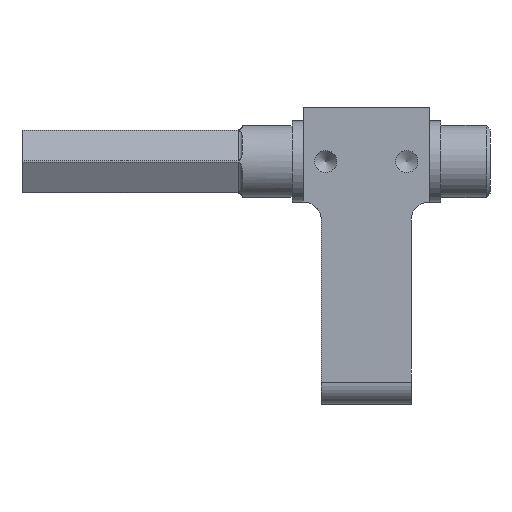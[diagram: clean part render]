
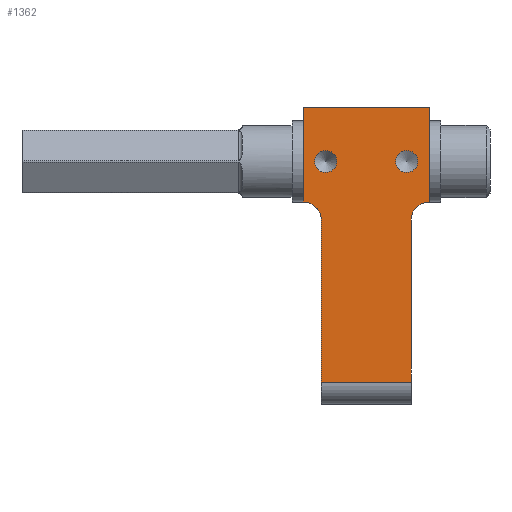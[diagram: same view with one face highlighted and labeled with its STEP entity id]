
A CAD part, left-side view. The second image highlights one B-rep face of the part: STEP entity #1362.
In plain terms, the highlighted planar face has unit normal (-1, 0, 0).
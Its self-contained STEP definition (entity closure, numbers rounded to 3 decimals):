
#33=LINE('',#1847,#96);
#38=LINE('',#1867,#101);
#39=LINE('',#1869,#102);
#40=LINE('',#1871,#103);
#41=LINE('',#1874,#104);
#42=LINE('',#1876,#105);
#96=VECTOR('',#1569,1000.);
#101=VECTOR('',#1582,1000.);
#102=VECTOR('',#1583,1000.);
#103=VECTOR('',#1584,1000.);
#104=VECTOR('',#1587,1000.);
#105=VECTOR('',#1588,1000.);
#154=PLANE('',#1438);
#235=ORIENTED_EDGE('',*,*,#452,.F.);
#236=ORIENTED_EDGE('',*,*,#454,.F.);
#237=ORIENTED_EDGE('',*,*,#474,.F.);
#238=ORIENTED_EDGE('',*,*,#473,.F.);
#239=ORIENTED_EDGE('',*,*,#475,.T.);
#240=ORIENTED_EDGE('',*,*,#476,.T.);
#241=ORIENTED_EDGE('',*,*,#466,.F.);
#242=ORIENTED_EDGE('',*,*,#477,.F.);
#243=ORIENTED_EDGE('',*,*,#478,.T.);
#244=ORIENTED_EDGE('',*,*,#479,.F.);
#452=EDGE_CURVE('',#723,#723,#574,.T.);
#454=EDGE_CURVE('',#725,#725,#576,.T.);
#466=EDGE_CURVE('',#737,#738,#33,.T.);
#473=EDGE_CURVE('',#743,#739,#582,.T.);
#474=EDGE_CURVE('',#739,#744,#38,.T.);
#475=EDGE_CURVE('',#743,#745,#39,.T.);
#476=EDGE_CURVE('',#745,#738,#40,.T.);
#477=EDGE_CURVE('',#746,#737,#583,.T.);
#478=EDGE_CURVE('',#746,#747,#41,.T.);
#479=EDGE_CURVE('',#744,#747,#42,.T.);
#574=CIRCLE('',#1422,1.23);
#576=CIRCLE('',#1425,1.23);
#582=CIRCLE('',#1437,2.);
#583=CIRCLE('',#1439,2.);
#632=EDGE_LOOP('',(#235));
#633=EDGE_LOOP('',(#236));
#634=EDGE_LOOP('',(#237,#238,#239,#240,#241,#242,#243,#244));
#723=VERTEX_POINT('',#1813);
#725=VERTEX_POINT('',#1818);
#737=VERTEX_POINT('',#1846);
#738=VERTEX_POINT('',#1848);
#739=VERTEX_POINT('',#1853);
#743=VERTEX_POINT('',#1864);
#744=VERTEX_POINT('',#1868);
#745=VERTEX_POINT('',#1870);
#746=VERTEX_POINT('',#1873);
#747=VERTEX_POINT('',#1875);
#834=FACE_BOUND('',#632,.T.);
#835=FACE_BOUND('',#633,.T.);
#836=FACE_BOUND('',#634,.T.);
#1362=ADVANCED_FACE('',(#834,#835,#836),#154,.T.);
#1422=AXIS2_PLACEMENT_3D('',#1812,#1536,#1537);
#1425=AXIS2_PLACEMENT_3D('',#1817,#1542,#1543);
#1437=AXIS2_PLACEMENT_3D('',#1865,#1578,#1579);
#1438=AXIS2_PLACEMENT_3D('',#1866,#1580,#1581);
#1439=AXIS2_PLACEMENT_3D('',#1872,#1585,#1586);
#1536=DIRECTION('',(-1.,0.,0.));
#1537=DIRECTION('',(0.,0.,1.));
#1542=DIRECTION('',(-1.,0.,0.));
#1543=DIRECTION('',(0.,0.,1.));
#1569=DIRECTION('',(0.,0.,1.));
#1578=DIRECTION('',(-1.,0.,0.));
#1579=DIRECTION('',(0.,0.,1.));
#1580=DIRECTION('',(-1.,0.,0.));
#1581=DIRECTION('',(0.,0.,1.));
#1582=DIRECTION('',(0.,0.,-1.));
#1583=DIRECTION('',(0.,0.,1.));
#1584=DIRECTION('',(0.,1.,0.));
#1585=DIRECTION('',(-1.,0.,0.));
#1586=DIRECTION('',(0.,0.,1.));
#1587=DIRECTION('',(0.,0.,-1.));
#1588=DIRECTION('',(0.,1.,0.));
#1812=CARTESIAN_POINT('',(-8.,4.5,0.));
#1813=CARTESIAN_POINT('',(-8.,4.5,1.23));
#1817=CARTESIAN_POINT('',(-8.,-4.5,0.));
#1818=CARTESIAN_POINT('',(-8.,-4.5,1.23));
#1846=CARTESIAN_POINT('',(-8.,7.,-4.5));
#1847=CARTESIAN_POINT('',(-8.,7.,0.));
#1848=CARTESIAN_POINT('',(-8.,7.,6.));
#1853=CARTESIAN_POINT('',(-8.,-5.,-6.5));
#1864=CARTESIAN_POINT('',(-8.,-7.,-4.5));
#1865=CARTESIAN_POINT('',(-8.,-7.,-6.5));
#1866=CARTESIAN_POINT('',(-8.,0.,-27.));
#1867=CARTESIAN_POINT('',(-8.,-5.,-27.));
#1868=CARTESIAN_POINT('',(-8.,-5.,-24.5));
#1869=CARTESIAN_POINT('',(-8.,-7.,0.));
#1870=CARTESIAN_POINT('',(-8.,-7.,6.));
#1871=CARTESIAN_POINT('',(-8.,0.,6.));
#1872=CARTESIAN_POINT('',(-8.,7.,-6.5));
#1873=CARTESIAN_POINT('',(-8.,5.,-6.5));
#1874=CARTESIAN_POINT('',(-8.,5.,-4.5));
#1875=CARTESIAN_POINT('',(-8.,5.,-24.5));
#1876=CARTESIAN_POINT('',(-8.,0.,-24.5));
